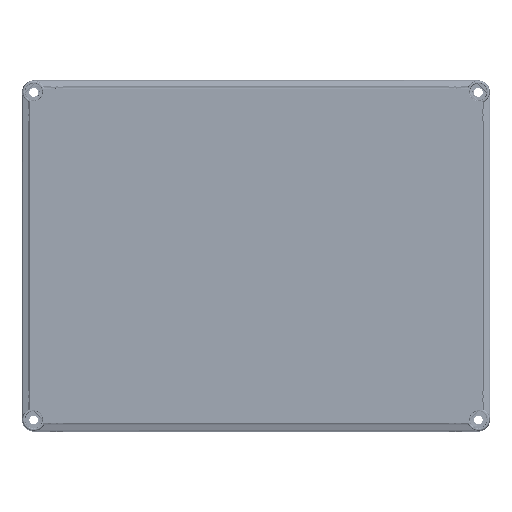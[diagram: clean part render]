
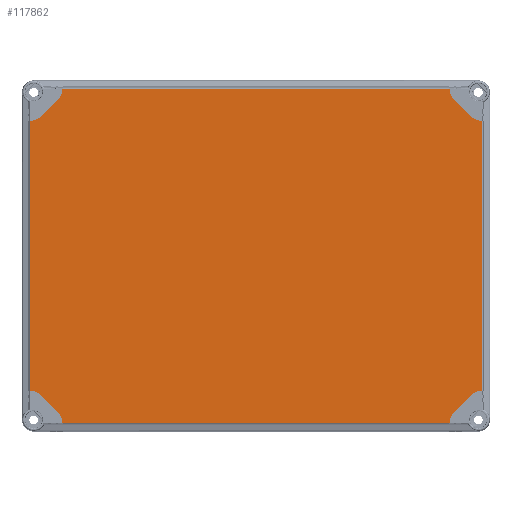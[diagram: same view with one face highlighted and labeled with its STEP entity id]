
A CAD part, top view. The second image highlights one B-rep face of the part: STEP entity #117862.
In plain terms, the highlighted planar face has unit normal (0, 0, 1).
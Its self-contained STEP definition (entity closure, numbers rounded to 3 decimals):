
#104221=CARTESIAN_POINT('',(-179.346,-143.3,30.));
#104222=DIRECTION('',(0.,0.,1.));
#104223=DIRECTION('',(0.999,0.032,0.));
#104224=AXIS2_PLACEMENT_3D('',#104221,#104222,#104223);
#104229=DIRECTION('',(-0.707,0.707,0.));
#104230=VECTOR('',#104229,19.734);
#104231=CARTESIAN_POINT('',(-169.447,-133.401,30.));
#104232=LINE('',#104231,#104230);
#104236=CARTESIAN_POINT('',(-193.3,-129.346,30.));
#104237=DIRECTION('',(0.,0.,1.));
#104238=DIRECTION('',(0.707,0.707,0.));
#104239=AXIS2_PLACEMENT_3D('',#104236,#104237,#104238);
#104244=CARTESIAN_POINT('',(-193.3,129.346,30.));
#104245=DIRECTION('',(0.,0.,1.));
#104246=DIRECTION('',(0.032,-0.999,0.));
#104247=AXIS2_PLACEMENT_3D('',#104244,#104245,#104246);
#104252=DIRECTION('',(0.707,0.707,0.));
#104253=VECTOR('',#104252,19.734);
#104254=CARTESIAN_POINT('',(-183.401,119.447,30.));
#104255=LINE('',#104254,#104253);
#104259=CARTESIAN_POINT('',(-179.346,143.3,30.));
#104260=DIRECTION('',(0.,0.,1.));
#104261=DIRECTION('',(0.707,-0.707,0.));
#104262=AXIS2_PLACEMENT_3D('',#104259,#104260,#104261);
#104267=DIRECTION('',(1.,0.,0.));
#104268=VECTOR('',#104267,330.707);
#104269=CARTESIAN_POINT('',(-165.353,142.851,30.));
#104270=LINE('',#104269,#104268);
#104274=CARTESIAN_POINT('',(179.346,143.3,30.));
#104275=DIRECTION('',(0.,0.,1.));
#104276=DIRECTION('',(-0.999,-0.032,0.));
#104277=AXIS2_PLACEMENT_3D('',#104274,#104275,#104276);
#104282=DIRECTION('',(0.707,-0.707,0.));
#104283=VECTOR('',#104282,19.734);
#104284=CARTESIAN_POINT('',(169.447,133.401,30.));
#104285=LINE('',#104284,#104283);
#104289=CARTESIAN_POINT('',(193.3,129.346,30.));
#104290=DIRECTION('',(0.,0.,1.));
#104291=DIRECTION('',(-0.707,-0.707,0.));
#104292=AXIS2_PLACEMENT_3D('',#104289,#104290,#104291);
#104297=CARTESIAN_POINT('',(193.3,-129.346,30.));
#104298=DIRECTION('',(0.,0.,1.));
#104299=DIRECTION('',(-0.032,0.999,0.));
#104300=AXIS2_PLACEMENT_3D('',#104297,#104298,#104299);
#104305=DIRECTION('',(-0.707,-0.707,0.));
#104306=VECTOR('',#104305,19.734);
#104307=CARTESIAN_POINT('',(183.401,-119.447,30.));
#104308=LINE('',#104307,#104306);
#104312=CARTESIAN_POINT('',(179.346,-143.3,30.));
#104313=DIRECTION('',(0.,0.,1.));
#104314=DIRECTION('',(-0.707,0.707,0.));
#104315=AXIS2_PLACEMENT_3D('',#104312,#104313,#104314);
#108851=DIRECTION('',(0.,1.,0.));
#108852=VECTOR('',#108851,230.707);
#108853=CARTESIAN_POINT('',(192.851,-115.353,30.));
#108854=LINE('',#108853,#108852);
#108922=CARTESIAN_POINT('',(-165.353,142.851,30.));
#108960=CARTESIAN_POINT('',(165.353,142.851,30.));
#108986=DIRECTION('',(0.,-1.,0.));
#108987=VECTOR('',#108986,230.707);
#108988=CARTESIAN_POINT('',(-192.851,115.353,30.));
#108989=LINE('',#108988,#108987);
#109057=DIRECTION('',(1.,0.,0.));
#109058=VECTOR('',#109057,330.707);
#109059=CARTESIAN_POINT('',(-165.353,-142.851,30.));
#109060=LINE('',#109059,#109058);
#109064=CARTESIAN_POINT('',(165.353,-142.851,30.));
#109095=CARTESIAN_POINT('',(-165.353,-142.851,30.));
#111865=CARTESIAN_POINT('',(169.447,133.401,30.));
#111866=CARTESIAN_POINT('',(183.401,119.447,30.));
#111867=VERTEX_POINT('',#111865);
#111868=VERTEX_POINT('',#111866);
#111885=CARTESIAN_POINT('',(-183.401,119.447,30.));
#111886=CARTESIAN_POINT('',(-169.447,133.401,30.));
#111887=VERTEX_POINT('',#111885);
#111888=VERTEX_POINT('',#111886);
#111901=CARTESIAN_POINT('',(183.401,-119.447,30.));
#111902=CARTESIAN_POINT('',(169.447,-133.401,30.));
#111903=VERTEX_POINT('',#111901);
#111904=VERTEX_POINT('',#111902);
#111913=CARTESIAN_POINT('',(-169.447,-133.401,30.));
#111914=CARTESIAN_POINT('',(-183.401,-119.447,30.));
#111915=VERTEX_POINT('',#111913);
#111916=VERTEX_POINT('',#111914);
#112223=VERTEX_POINT('',#108960);
#112235=CARTESIAN_POINT('',(192.851,-115.353,30.));
#112236=CARTESIAN_POINT('',(192.851,115.353,30.));
#112237=VERTEX_POINT('',#112235);
#112238=VERTEX_POINT('',#112236);
#112246=VERTEX_POINT('',#108922);
#112291=CARTESIAN_POINT('',(-192.851,115.353,30.));
#112292=CARTESIAN_POINT('',(-192.851,-115.353,30.));
#112293=VERTEX_POINT('',#112291);
#112294=VERTEX_POINT('',#112292);
#112347=VERTEX_POINT('',#109095);
#112348=VERTEX_POINT('',#109064);
#117823=CARTESIAN_POINT('',(0.,0.,30.));
#117824=DIRECTION('',(0.,0.,1.));
#117825=DIRECTION('',(1.,0.,0.));
#117826=AXIS2_PLACEMENT_3D('',#117823,#117824,#117825);
#117827=PLANE('',#117826);
#117829=ORIENTED_EDGE('',*,*,#117828,.F.);
#117831=ORIENTED_EDGE('',*,*,#117830,.T.);
#117833=ORIENTED_EDGE('',*,*,#117832,.T.);
#117835=ORIENTED_EDGE('',*,*,#117834,.T.);
#117837=ORIENTED_EDGE('',*,*,#117836,.F.);
#117839=ORIENTED_EDGE('',*,*,#117838,.T.);
#117841=ORIENTED_EDGE('',*,*,#117840,.T.);
#117843=ORIENTED_EDGE('',*,*,#117842,.T.);
#117845=ORIENTED_EDGE('',*,*,#117844,.T.);
#117847=ORIENTED_EDGE('',*,*,#117846,.T.);
#117849=ORIENTED_EDGE('',*,*,#117848,.T.);
#117851=ORIENTED_EDGE('',*,*,#117850,.T.);
#117853=ORIENTED_EDGE('',*,*,#117852,.F.);
#117855=ORIENTED_EDGE('',*,*,#117854,.T.);
#117857=ORIENTED_EDGE('',*,*,#117856,.T.);
#117859=ORIENTED_EDGE('',*,*,#117858,.T.);
#117860=EDGE_LOOP('',(#117829,#117831,#117833,#117835,#117837,#117839,#117841,
#117843,#117845,#117847,#117849,#117851,#117853,#117855,#117857,#117859));
#117861=FACE_OUTER_BOUND('',#117860,.F.);
#117862=ADVANCED_FACE('',(#117861),#117827,.T.);
#104225=CIRCLE('',#104224,14.);
#104240=CIRCLE('',#104239,14.);
#104248=CIRCLE('',#104247,14.);
#104263=CIRCLE('',#104262,14.);
#104278=CIRCLE('',#104277,14.);
#104293=CIRCLE('',#104292,14.);
#104301=CIRCLE('',#104300,14.);
#104316=CIRCLE('',#104315,14.);
#117828=EDGE_CURVE('',#112347,#112348,#109060,.T.);
#117830=EDGE_CURVE('',#112347,#111915,#104225,.T.);
#117832=EDGE_CURVE('',#111915,#111916,#104232,.T.);
#117834=EDGE_CURVE('',#111916,#112294,#104240,.T.);
#117836=EDGE_CURVE('',#112293,#112294,#108989,.T.);
#117838=EDGE_CURVE('',#112293,#111887,#104248,.T.);
#117840=EDGE_CURVE('',#111887,#111888,#104255,.T.);
#117842=EDGE_CURVE('',#111888,#112246,#104263,.T.);
#117844=EDGE_CURVE('',#112246,#112223,#104270,.T.);
#117846=EDGE_CURVE('',#112223,#111867,#104278,.T.);
#117848=EDGE_CURVE('',#111867,#111868,#104285,.T.);
#117850=EDGE_CURVE('',#111868,#112238,#104293,.T.);
#117852=EDGE_CURVE('',#112237,#112238,#108854,.T.);
#117854=EDGE_CURVE('',#112237,#111903,#104301,.T.);
#117856=EDGE_CURVE('',#111903,#111904,#104308,.T.);
#117858=EDGE_CURVE('',#111904,#112348,#104316,.T.);
